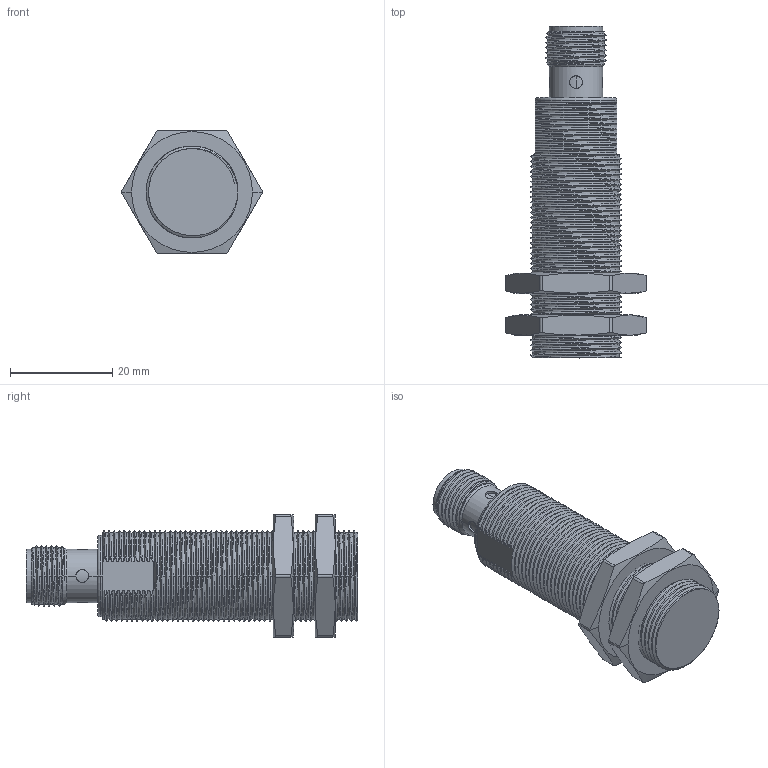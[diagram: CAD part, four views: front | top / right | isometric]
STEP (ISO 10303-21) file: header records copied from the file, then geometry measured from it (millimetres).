
FILE_DESCRIPTION(/* description */ (''),/* implementation_level */ '2;1');
FILE_NAME(/* name */ 'ELCO_Fi8-ZG18-CN6L-Q12_stp.stp',/* time_stamp */ '2025-12-18T09:26:05+08:00',/* author */ (''),/* organization */ (''),/* preprocessor_version */ 'ST-DEVELOPER v16',/* originating_system */ 'SIEMENS PLM Software NX 10.0',/* authorisation */ '');
FILE_SCHEMA (('AUTOMOTIVE_DESIGN { 1 0 10303 214 3 1 1 1 }'));
Length unit declared in the file: millimetre
Products named in the file (1): Admi0CD878D6fxeg
Bounding box: 27.56 x 65 x 24 mm (x, y, z)
Volume: 14850.6 mm3; surface area: 8253.9 mm2
Topology: 3 solids, 4 shells, 320 faces, 854 edges, 551 vertices
Faces by surface type: cylinder 168, bspline 84, plane 36, cone 26, torus 6
Full cylindrical faces by diameter (mm): 10.5 x1
Entity records: 31063 total; most frequent: CARTESIAN_POINT 24101, ORIENTED_EDGE 1706, DIRECTION 943, EDGE_CURVE 853, VERTEX_POINT 551, B_SPLINE_CURVE_WITH_KNOTS 501, AXIS2_PLACEMENT_3D 354, EDGE_LOOP 336
